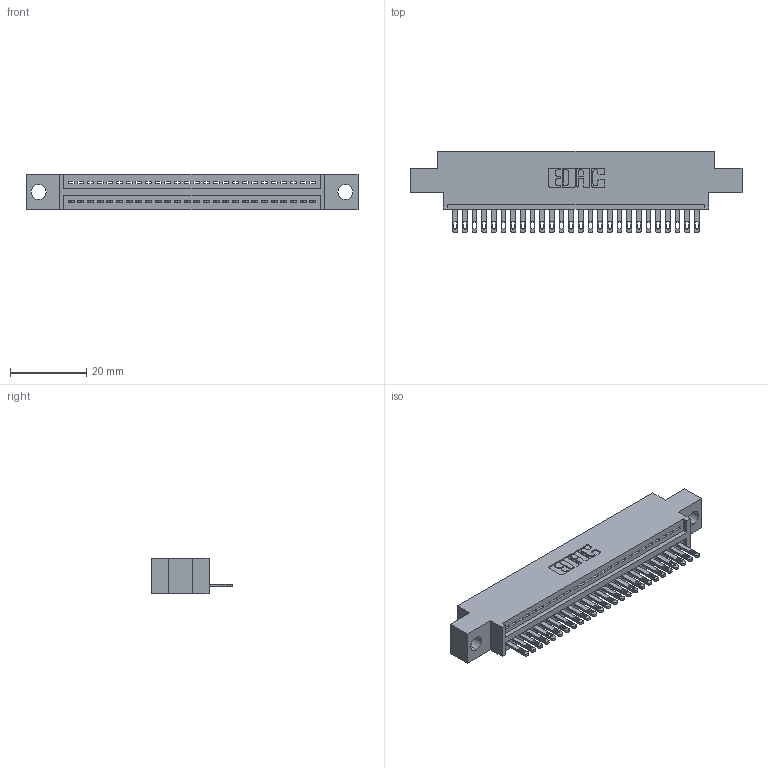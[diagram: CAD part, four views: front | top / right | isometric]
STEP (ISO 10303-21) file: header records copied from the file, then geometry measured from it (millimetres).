
FILE_DESCRIPTION (( 'STEP AP203' ), '1' );
FILE_NAME ('345-026-500-604.STEP', '2018-08-21T23:25:35', ( '' ), ( '' ), 'SwSTEP 2.0', 'SolidWorks 2016', '' );
FILE_SCHEMA (( 'CONFIG_CONTROL_DESIGN' ));
Length unit declared in the file: inch
Products named in the file (3): 345 Part_0.170 Offset - 0.156 Dia-TH; 345-292-001_345-293-100; 345-026-500-604
Assembly tree (27 placements, depth 2):
  345-026-500-604
    345 Part_0.170 Offset - 0.156 Dia-TH
    345-292-001_345-293-100  x26
Bounding box: 87.25 x 21.51 x 9.4 mm (x, y, z)
Volume: 7970.8 mm3; surface area: 10368.7 mm2
Topology: 27 solids, 27 shells, 1534 faces, 4721 edges, 3146 vertices
Faces by surface type: plane 968, cylinder 566
Entity records: 21787 total; most frequent: CARTESIAN_POINT 3782, ORIENTED_EDGE 3742, DIRECTION 3327, EDGE_CURVE 1871, LINE 1631, VECTOR 1631, VERTEX_POINT 1246, AXIS2_PLACEMENT_3D 848
